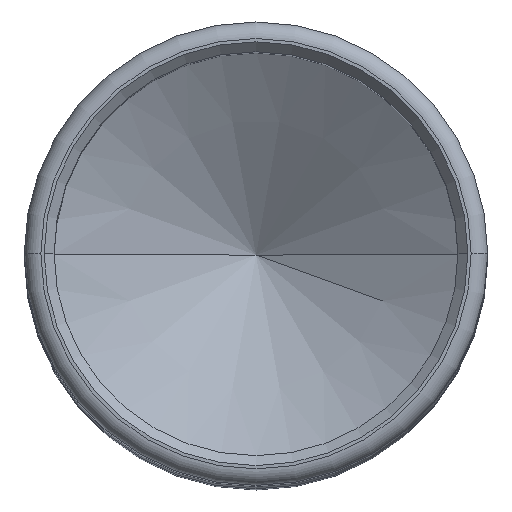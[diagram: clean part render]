
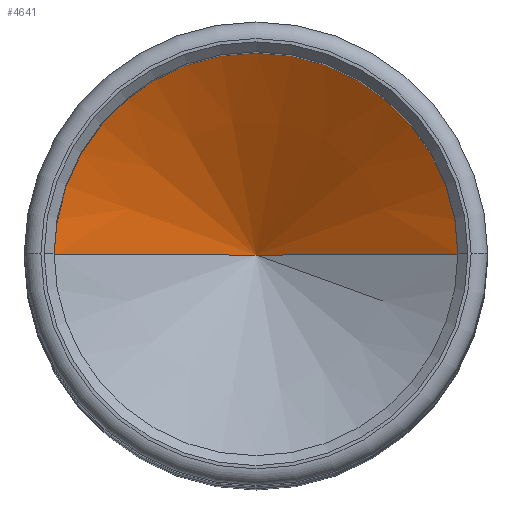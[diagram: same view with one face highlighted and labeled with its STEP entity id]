
A CAD part, top view. The second image highlights one B-rep face of the part: STEP entity #4641.
In plain terms, the highlighted conical face has half-angle 59 degrees and reference radius 6.1 mm.
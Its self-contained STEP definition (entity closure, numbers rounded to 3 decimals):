
#564 = CONICAL_SURFACE ( 'NONE', #10849, 6.1, 1.03 ) ;
#676 = LINE ( 'NONE', #9414, #10755 ) ;
#1009 = FACE_OUTER_BOUND ( 'NONE', #8451, .T. ) ;
#1132 = VERTEX_POINT ( 'NONE', #7125 ) ;
#1350 = CARTESIAN_POINT ( 'NONE',  ( 0., 0., 20.494 ) ) ;
#2041 = EDGE_CURVE ( 'NONE', #1132, #7640, #8952, .T. ) ;
#2077 = DIRECTION ( 'NONE',  ( 1., 0., 0. ) ) ;
#2306 = CARTESIAN_POINT ( 'NONE',  ( 6.1, 0., 20.494 ) ) ;
#2573 = AXIS2_PLACEMENT_3D ( 'NONE', #8529, #6791, #3818 ) ;
#3725 = EDGE_CURVE ( 'NONE', #7640, #10792, #4135, .T. ) ;
#3818 = DIRECTION ( 'NONE',  ( -1., 0., 0. ) ) ;
#4135 = CIRCLE ( 'NONE', #2573, 6.1 ) ;
#4641 = ADVANCED_FACE ( 'NONE', ( #1009 ), #564, .F. ) ;
#5265 = ORIENTED_EDGE ( 'NONE', *, *, #6769, .T. ) ;
#5411 = DIRECTION ( 'NONE',  ( -0.857, 0., 0.515 ) ) ;
#5557 = ORIENTED_EDGE ( 'NONE', *, *, #3725, .F. ) ;
#6769 = EDGE_CURVE ( 'NONE', #1132, #10792, #676, .T. ) ;
#6791 = DIRECTION ( 'NONE',  ( 0., 0., -1. ) ) ;
#7125 = CARTESIAN_POINT ( 'NONE',  ( 0., 0., 16.828 ) ) ;
#7344 = DIRECTION ( 'NONE',  ( 0.857, 0., 0.515 ) ) ;
#7640 = VERTEX_POINT ( 'NONE', #10934 ) ;
#8451 = EDGE_LOOP ( 'NONE', ( #9376, #5265, #5557 ) ) ;
#8529 = CARTESIAN_POINT ( 'NONE',  ( 0., 0., 20.494 ) ) ;
#8952 = LINE ( 'NONE', #11086, #11631 ) ;
#9376 = ORIENTED_EDGE ( 'NONE', *, *, #2041, .F. ) ;
#9414 = CARTESIAN_POINT ( 'NONE',  ( 6.1, 0., 20.494 ) ) ;
#10755 = VECTOR ( 'NONE', #7344, 1000. ) ;
#10792 = VERTEX_POINT ( 'NONE', #2306 ) ;
#10849 = AXIS2_PLACEMENT_3D ( 'NONE', #1350, #11754, #2077 ) ;
#10934 = CARTESIAN_POINT ( 'NONE',  ( -6.1, 0., 20.494 ) ) ;
#11086 = CARTESIAN_POINT ( 'NONE',  ( -6.1, 0., 20.494 ) ) ;
#11631 = VECTOR ( 'NONE', #5411, 1000. ) ;
#11754 = DIRECTION ( 'NONE',  ( 0., 0., 1. ) ) ;
